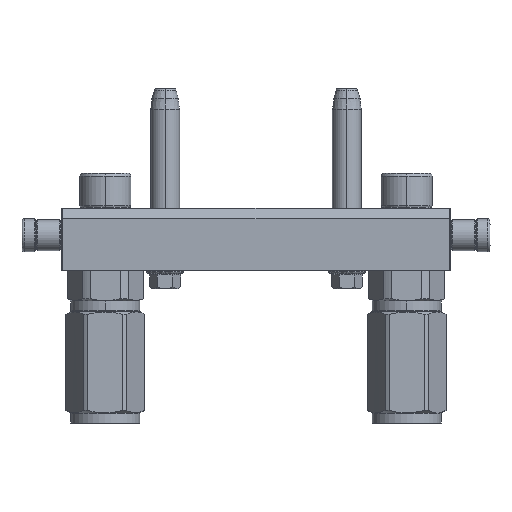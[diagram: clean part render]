
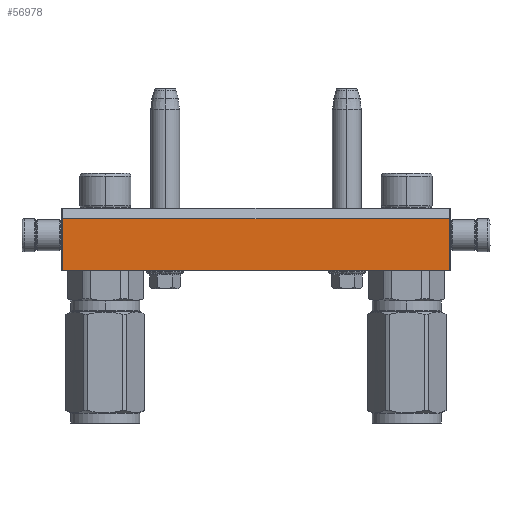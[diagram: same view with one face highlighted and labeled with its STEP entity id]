
A CAD part, left-side view. The second image highlights one B-rep face of the part: STEP entity #56978.
In plain terms, the highlighted face is planar.
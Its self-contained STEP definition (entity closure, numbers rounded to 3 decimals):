
#1496 = VECTOR ( 'NONE', #4547, 1000. ) ;
#4547 = DIRECTION ( 'NONE',  ( 0., 1., 0. ) ) ;
#4549 = CARTESIAN_POINT ( 'NONE',  ( -93.5, 15., -45. ) ) ;
#5463 = VECTOR ( 'NONE', #44804, 1000. ) ;
#6897 = VERTEX_POINT ( 'NONE', #13423 ) ;
#9675 = LINE ( 'NONE', #49324, #5463 ) ;
#9757 = DIRECTION ( 'NONE',  ( 0., 0., -1. ) ) ;
#11636 = VERTEX_POINT ( 'NONE', #42571 ) ;
#13423 = CARTESIAN_POINT ( 'NONE',  ( -93.5, -10., -45. ) ) ;
#15952 = VERTEX_POINT ( 'NONE', #4549 ) ;
#18543 = CARTESIAN_POINT ( 'NONE',  ( -93.5, -10., -45. ) ) ;
#19189 = LINE ( 'NONE', #18543, #21302 ) ;
#20689 = EDGE_LOOP ( 'NONE', ( #56516, #23527, #36811, #51386 ) ) ;
#21302 = VECTOR ( 'NONE', #22856, 1000. ) ;
#21754 = FACE_OUTER_BOUND ( 'NONE', #20689, .T. ) ;
#22856 = DIRECTION ( 'NONE',  ( 0., 1., 0. ) ) ;
#23527 = ORIENTED_EDGE ( 'NONE', *, *, #41481, .F. ) ;
#23802 = CARTESIAN_POINT ( 'NONE',  ( -93.5, -10., -45. ) ) ;
#27359 = PLANE ( 'NONE',  #38812 ) ;
#27934 = CARTESIAN_POINT ( 'NONE',  ( 94., -15., -45. ) ) ;
#28754 = EDGE_CURVE ( 'NONE', #11636, #15952, #9675, .T. ) ;
#30989 = EDGE_CURVE ( 'NONE', #6897, #15952, #19189, .T. ) ;
#36811 = ORIENTED_EDGE ( 'NONE', *, *, #56096, .F. ) ;
#37932 = LINE ( 'NONE', #23802, #45037 ) ;
#38812 = AXIS2_PLACEMENT_3D ( 'NONE', #27934, #9757, #50108 ) ;
#41481 = EDGE_CURVE ( 'NONE', #57586, #11636, #50600, .T. ) ;
#42571 = CARTESIAN_POINT ( 'NONE',  ( 93.5, 15., -45. ) ) ;
#44804 = DIRECTION ( 'NONE',  ( -1., 0., 0. ) ) ;
#45037 = VECTOR ( 'NONE', #55559, 1000. ) ;
#49324 = CARTESIAN_POINT ( 'NONE',  ( 93.5, 15., -45. ) ) ;
#50108 = DIRECTION ( 'NONE',  ( -1., 0., 0. ) ) ;
#50600 = LINE ( 'NONE', #58013, #1496 ) ;
#51386 = ORIENTED_EDGE ( 'NONE', *, *, #30989, .T. ) ;
#55559 = DIRECTION ( 'NONE',  ( 1., 0., 0. ) ) ;
#55695 = CARTESIAN_POINT ( 'NONE',  ( 93.5, -10., -45. ) ) ;
#56096 = EDGE_CURVE ( 'NONE', #6897, #57586, #37932, .T. ) ;
#56516 = ORIENTED_EDGE ( 'NONE', *, *, #28754, .F. ) ;
#56978 = ADVANCED_FACE ( 'NONE', ( #21754 ), #27359, .T. ) ;
#57586 = VERTEX_POINT ( 'NONE', #55695 ) ;
#58013 = CARTESIAN_POINT ( 'NONE',  ( 93.5, -10., -45. ) ) ;
